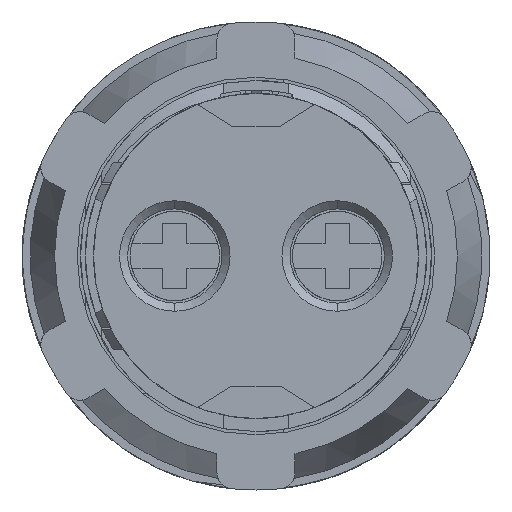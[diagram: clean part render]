
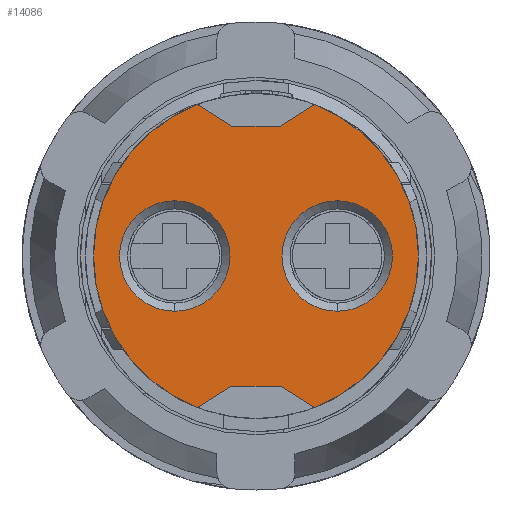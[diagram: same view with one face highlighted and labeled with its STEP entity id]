
A CAD part, front view. The second image highlights one B-rep face of the part: STEP entity #14086.
In plain terms, the highlighted planar face has unit normal (0, -1, 0).
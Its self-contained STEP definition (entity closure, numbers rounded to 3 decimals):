
#146 = CARTESIAN_POINT ( 'NONE',  ( -5., 0., -3.4 ) ) ;
#195 = DIRECTION ( 'NONE',  ( 0., 1., 0. ) ) ;
#228 = LINE ( 'NONE', #24199, #37490 ) ;
#1034 = VECTOR ( 'NONE', #25099, 1000. ) ;
#1505 = CIRCLE ( 'NONE', #34437, 10. ) ;
#1851 = EDGE_CURVE ( 'NONE', #31207, #14139, #28262, .T. ) ;
#2286 = CIRCLE ( 'NONE', #24423, 3.4 ) ;
#2293 = CARTESIAN_POINT ( 'NONE',  ( -1.5, 0., 8. ) ) ;
#2527 = VECTOR ( 'NONE', #7602, 1000. ) ;
#2638 = ORIENTED_EDGE ( 'NONE', *, *, #17461, .F. ) ;
#2920 = DIRECTION ( 'NONE',  ( 0., 1., 0. ) ) ;
#4013 = AXIS2_PLACEMENT_3D ( 'NONE', #6566, #10133, #33722 ) ;
#4208 = DIRECTION ( 'NONE',  ( 0., 1., 0. ) ) ;
#4428 = VECTOR ( 'NONE', #34559, 1000. ) ;
#5022 = CARTESIAN_POINT ( 'NONE',  ( -3.186, 0., -5.033 ) ) ;
#5944 = DIRECTION ( 'NONE',  ( 0.845, 0., 0.535 ) ) ;
#6344 = VERTEX_POINT ( 'NONE', #25136 ) ;
#6566 = CARTESIAN_POINT ( 'NONE',  ( 0., 0., 0. ) ) ;
#6882 = ORIENTED_EDGE ( 'NONE', *, *, #28372, .T. ) ;
#7391 = AXIS2_PLACEMENT_3D ( 'NONE', #34091, #18614, #25150 ) ;
#7481 = CARTESIAN_POINT ( 'NONE',  ( -1.5, 0., 8. ) ) ;
#7602 = DIRECTION ( 'NONE',  ( -0.845, 0., -0.535 ) ) ;
#7791 = CARTESIAN_POINT ( 'NONE',  ( -4.659, 0., -10. ) ) ;
#7824 = CARTESIAN_POINT ( 'NONE',  ( 5., 0., 3.4 ) ) ;
#8210 = EDGE_CURVE ( 'NONE', #31207, #22285, #36880, .T. ) ;
#8535 = CARTESIAN_POINT ( 'NONE',  ( 5., 0., 0. ) ) ;
#8872 = CARTESIAN_POINT ( 'NONE',  ( 0., 0., 0. ) ) ;
#9321 = CARTESIAN_POINT ( 'NONE',  ( 3.186, 0., 5.033 ) ) ;
#9672 = CARTESIAN_POINT ( 'NONE',  ( -5., 0., 0. ) ) ;
#9874 = DIRECTION ( 'NONE',  ( 0., 0., 1. ) ) ;
#9918 = CARTESIAN_POINT ( 'NONE',  ( -3.6, 0., 9.33 ) ) ;
#9936 = FACE_BOUND ( 'NONE', #36286, .T. ) ;
#10133 = DIRECTION ( 'NONE',  ( 0., 1., 0. ) ) ;
#10212 = EDGE_CURVE ( 'NONE', #6344, #18662, #13519, .T. ) ;
#10438 = EDGE_CURVE ( 'NONE', #24690, #12285, #32345, .T. ) ;
#11717 = ORIENTED_EDGE ( 'NONE', *, *, #8210, .T. ) ;
#12285 = VERTEX_POINT ( 'NONE', #19985 ) ;
#13293 = ORIENTED_EDGE ( 'NONE', *, *, #27899, .T. ) ;
#13519 = LINE ( 'NONE', #5022, #4428 ) ;
#13652 = VERTEX_POINT ( 'NONE', #19513 ) ;
#13948 = VERTEX_POINT ( 'NONE', #18455 ) ;
#14086 = ADVANCED_FACE ( 'NONE', ( #9936, #19257, #34128 ), #37295, .F. ) ;
#14139 = VERTEX_POINT ( 'NONE', #15275 ) ;
#14481 = EDGE_LOOP ( 'NONE', ( #31105, #11717, #2638, #35449, #22512, #17166, #24607, #22936 ) ) ;
#15275 = CARTESIAN_POINT ( 'NONE',  ( 1.5, 0., 8. ) ) ;
#16596 = CIRCLE ( 'NONE', #21050, 10. ) ;
#16790 = EDGE_CURVE ( 'NONE', #6344, #24690, #228, .T. ) ;
#17166 = ORIENTED_EDGE ( 'NONE', *, *, #10212, .T. ) ;
#17305 = CIRCLE ( 'NONE', #18534, 3.4 ) ;
#17461 = EDGE_CURVE ( 'NONE', #12285, #22285, #16596, .T. ) ;
#18455 = CARTESIAN_POINT ( 'NONE',  ( 5., 0., -3.4 ) ) ;
#18534 = AXIS2_PLACEMENT_3D ( 'NONE', #8535, #195, #32710 ) ;
#18614 = DIRECTION ( 'NONE',  ( 0., 1., 0. ) ) ;
#18662 = VERTEX_POINT ( 'NONE', #21112 ) ;
#19257 = FACE_BOUND ( 'NONE', #27153, .T. ) ;
#19513 = CARTESIAN_POINT ( 'NONE',  ( -5., 0., 3.4 ) ) ;
#19533 = EDGE_CURVE ( 'NONE', #13948, #21074, #17305, .T. ) ;
#19985 = CARTESIAN_POINT ( 'NONE',  ( -3.6, 0., -9.33 ) ) ;
#20866 = CARTESIAN_POINT ( 'NONE',  ( -1.5, 0., -8. ) ) ;
#21050 = AXIS2_PLACEMENT_3D ( 'NONE', #8872, #2920, #30064 ) ;
#21074 = VERTEX_POINT ( 'NONE', #7824 ) ;
#21112 = CARTESIAN_POINT ( 'NONE',  ( 3.6, 0., -9.33 ) ) ;
#21295 = VECTOR ( 'NONE', #5944, 1000. ) ;
#22014 = EDGE_CURVE ( 'NONE', #36875, #18662, #1505, .T. ) ;
#22285 = VERTEX_POINT ( 'NONE', #9918 ) ;
#22512 = ORIENTED_EDGE ( 'NONE', *, *, #16790, .F. ) ;
#22936 = ORIENTED_EDGE ( 'NONE', *, *, #28219, .F. ) ;
#24199 = CARTESIAN_POINT ( 'NONE',  ( -1.5, 0., -8. ) ) ;
#24394 = DIRECTION ( 'NONE',  ( 0., 1., 0. ) ) ;
#24423 = AXIS2_PLACEMENT_3D ( 'NONE', #9672, #34068, #9874 ) ;
#24607 = ORIENTED_EDGE ( 'NONE', *, *, #22014, .F. ) ;
#24690 = VERTEX_POINT ( 'NONE', #20866 ) ;
#25099 = DIRECTION ( 'NONE',  ( 1., 0., 0. ) ) ;
#25136 = CARTESIAN_POINT ( 'NONE',  ( 1.5, 0., -8. ) ) ;
#25150 = DIRECTION ( 'NONE',  ( 0., 0., 1. ) ) ;
#25402 = DIRECTION ( 'NONE',  ( 0., 0., 1. ) ) ;
#25611 = CARTESIAN_POINT ( 'NONE',  ( 0., 0., 0. ) ) ;
#26734 = LINE ( 'NONE', #33466, #21295 ) ;
#27153 = EDGE_LOOP ( 'NONE', ( #6882, #13293 ) ) ;
#27344 = ORIENTED_EDGE ( 'NONE', *, *, #36185, .T. ) ;
#27355 = DIRECTION ( 'NONE',  ( 0., 0., 1. ) ) ;
#27899 = EDGE_CURVE ( 'NONE', #13652, #37866, #34587, .T. ) ;
#28219 = EDGE_CURVE ( 'NONE', #14139, #36875, #26734, .T. ) ;
#28262 = LINE ( 'NONE', #7481, #1034 ) ;
#28372 = EDGE_CURVE ( 'NONE', #37866, #13652, #2286, .T. ) ;
#29056 = VECTOR ( 'NONE', #39085, 1000. ) ;
#30064 = DIRECTION ( 'NONE',  ( 0., 0., 1. ) ) ;
#30520 = DIRECTION ( 'NONE',  ( -1., 0., 0. ) ) ;
#31105 = ORIENTED_EDGE ( 'NONE', *, *, #1851, .F. ) ;
#31207 = VERTEX_POINT ( 'NONE', #2293 ) ;
#31429 = AXIS2_PLACEMENT_3D ( 'NONE', #36121, #24394, #27355 ) ;
#32345 = LINE ( 'NONE', #7791, #2527 ) ;
#32710 = DIRECTION ( 'NONE',  ( 0., 0., 1. ) ) ;
#33466 = CARTESIAN_POINT ( 'NONE',  ( 4.659, 0., 10. ) ) ;
#33722 = DIRECTION ( 'NONE',  ( 0., 0., 1. ) ) ;
#34068 = DIRECTION ( 'NONE',  ( 0., 1., 0. ) ) ;
#34091 = CARTESIAN_POINT ( 'NONE',  ( 5., 0., 0. ) ) ;
#34128 = FACE_OUTER_BOUND ( 'NONE', #14481, .T. ) ;
#34437 = AXIS2_PLACEMENT_3D ( 'NONE', #25611, #4208, #25402 ) ;
#34559 = DIRECTION ( 'NONE',  ( 0.845, 0., -0.535 ) ) ;
#34587 = CIRCLE ( 'NONE', #31429, 3.4 ) ;
#35449 = ORIENTED_EDGE ( 'NONE', *, *, #10438, .F. ) ;
#36121 = CARTESIAN_POINT ( 'NONE',  ( -5., 0., 0. ) ) ;
#36185 = EDGE_CURVE ( 'NONE', #21074, #13948, #37798, .T. ) ;
#36286 = EDGE_LOOP ( 'NONE', ( #38446, #27344 ) ) ;
#36875 = VERTEX_POINT ( 'NONE', #38156 ) ;
#36880 = LINE ( 'NONE', #9321, #29056 ) ;
#37295 = PLANE ( 'NONE',  #4013 ) ;
#37490 = VECTOR ( 'NONE', #30520, 1000. ) ;
#37798 = CIRCLE ( 'NONE', #7391, 3.4 ) ;
#37866 = VERTEX_POINT ( 'NONE', #146 ) ;
#38156 = CARTESIAN_POINT ( 'NONE',  ( 3.6, 0., 9.33 ) ) ;
#38446 = ORIENTED_EDGE ( 'NONE', *, *, #19533, .T. ) ;
#39085 = DIRECTION ( 'NONE',  ( -0.845, 0., 0.535 ) ) ;
